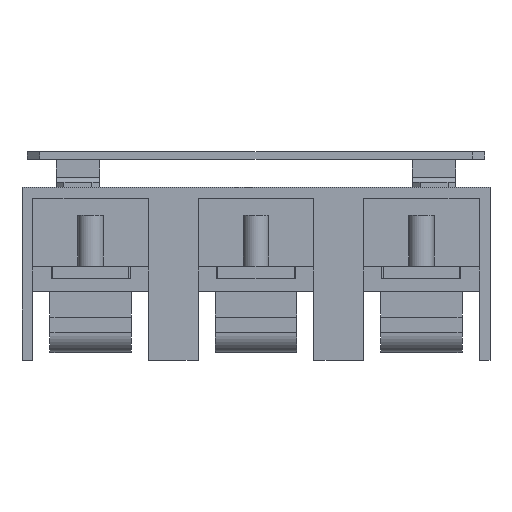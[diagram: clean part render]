
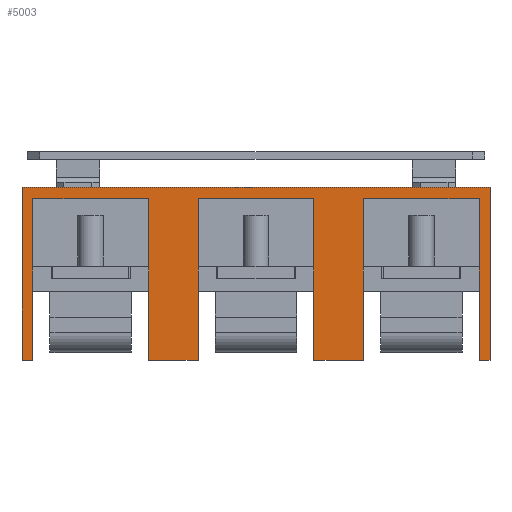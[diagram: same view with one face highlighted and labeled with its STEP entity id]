
A CAD part, front view. The second image highlights one B-rep face of the part: STEP entity #5003.
In plain terms, the highlighted planar face has unit normal (0, -1, 0).
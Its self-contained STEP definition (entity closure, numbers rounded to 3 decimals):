
#169 = DIRECTION ( 'NONE',  ( 0., 0., 1. ) ) ;
#201 = VECTOR ( 'NONE', #9214, 1000. ) ;
#293 = DIRECTION ( 'NONE',  ( -1., 0., 0. ) ) ;
#335 = VECTOR ( 'NONE', #12228, 1000. ) ;
#432 = DIRECTION ( 'NONE',  ( 0., 0., 1. ) ) ;
#540 = CARTESIAN_POINT ( 'NONE',  ( -81.615, -149.638, -39.52 ) ) ;
#585 = EDGE_CURVE ( 'NONE', #8745, #3171, #4893, .T. ) ;
#1195 = VERTEX_POINT ( 'NONE', #540 ) ;
#1268 = LINE ( 'NONE', #2841, #7465 ) ;
#1518 = CARTESIAN_POINT ( 'NONE',  ( -12.365, -149.638, 23.98 ) ) ;
#1618 = VERTEX_POINT ( 'NONE', #10788 ) ;
#1928 = EDGE_LOOP ( 'NONE', ( #7682, #3992, #8756, #9792, #10132, #11584, #10435, #9417, #2472, #7387, #9553, #7497, #6099, #8762, #6712, #10879 ) ) ;
#1990 = DIRECTION ( 'NONE',  ( 1., 0., 0. ) ) ;
#2133 = CARTESIAN_POINT ( 'NONE',  ( 52.635, -149.638, -39.52 ) ) ;
#2190 = VECTOR ( 'NONE', #10573, 1000. ) ;
#2244 = EDGE_CURVE ( 'NONE', #1195, #12248, #7434, .T. ) ;
#2443 = LINE ( 'NONE', #2912, #8219 ) ;
#2472 = ORIENTED_EDGE ( 'NONE', *, *, #8390, .T. ) ;
#2492 = LINE ( 'NONE', #4009, #9926 ) ;
#2611 = CARTESIAN_POINT ( 'NONE',  ( 52.635, -149.638, 23.98 ) ) ;
#2841 = CARTESIAN_POINT ( 'NONE',  ( -12.365, -149.638, 23.98 ) ) ;
#2912 = CARTESIAN_POINT ( 'NONE',  ( -81.615, -149.638, 28.48 ) ) ;
#2927 = LINE ( 'NONE', #9768, #6556 ) ;
#3015 = DIRECTION ( 'NONE',  ( 0., 0., -1. ) ) ;
#3169 = VERTEX_POINT ( 'NONE', #2611 ) ;
#3171 = VERTEX_POINT ( 'NONE', #8518 ) ;
#3190 = LINE ( 'NONE', #8287, #335 ) ;
#3313 = VERTEX_POINT ( 'NONE', #5776 ) ;
#3390 = EDGE_CURVE ( 'NONE', #5323, #3169, #9670, .T. ) ;
#3476 = CARTESIAN_POINT ( 'NONE',  ( -77.365, -149.638, 23.98 ) ) ;
#3612 = VECTOR ( 'NONE', #3015, 1000. ) ;
#3631 = VECTOR ( 'NONE', #9118, 1000. ) ;
#3652 = DIRECTION ( 'NONE',  ( 0., 0., -1. ) ) ;
#3992 = ORIENTED_EDGE ( 'NONE', *, *, #6945, .F. ) ;
#4009 = CARTESIAN_POINT ( 'NONE',  ( 98.135, -149.638, -39.52 ) ) ;
#4020 = LINE ( 'NONE', #6203, #6133 ) ;
#4032 = LINE ( 'NONE', #9843, #6442 ) ;
#4593 = VERTEX_POINT ( 'NONE', #1518 ) ;
#4845 = VECTOR ( 'NONE', #5073, 1000. ) ;
#4893 = LINE ( 'NONE', #7788, #8236 ) ;
#4943 = EDGE_CURVE ( 'NONE', #10807, #5323, #2492, .T. ) ;
#4989 = DIRECTION ( 'NONE',  ( 0., 0., 1. ) ) ;
#5003 = ADVANCED_FACE ( 'NONE', ( #6567 ), #9481, .F. ) ;
#5073 = DIRECTION ( 'NONE',  ( 1., 0., 0. ) ) ;
#5156 = EDGE_CURVE ( 'NONE', #8745, #3313, #2927, .T. ) ;
#5157 = CARTESIAN_POINT ( 'NONE',  ( -81.615, -149.638, -39.52 ) ) ;
#5252 = CARTESIAN_POINT ( 'NONE',  ( -77.365, -149.638, -39.52 ) ) ;
#5323 = VERTEX_POINT ( 'NONE', #10050 ) ;
#5355 = VERTEX_POINT ( 'NONE', #6057 ) ;
#5577 = CARTESIAN_POINT ( 'NONE',  ( -12.365, -149.638, -39.52 ) ) ;
#5692 = VERTEX_POINT ( 'NONE', #11558 ) ;
#5776 = CARTESIAN_POINT ( 'NONE',  ( -31.865, -149.638, 23.98 ) ) ;
#5924 = CARTESIAN_POINT ( 'NONE',  ( 98.135, -149.638, -39.52 ) ) ;
#6057 = CARTESIAN_POINT ( 'NONE',  ( -77.365, -149.638, 23.98 ) ) ;
#6099 = ORIENTED_EDGE ( 'NONE', *, *, #7878, .T. ) ;
#6133 = VECTOR ( 'NONE', #432, 1000. ) ;
#6166 = AXIS2_PLACEMENT_3D ( 'NONE', #8593, #10461, #3652 ) ;
#6183 = LINE ( 'NONE', #10839, #3612 ) ;
#6203 = CARTESIAN_POINT ( 'NONE',  ( 102.385, -149.638, 28.48 ) ) ;
#6378 = CARTESIAN_POINT ( 'NONE',  ( 33.135, -149.638, 23.98 ) ) ;
#6442 = VECTOR ( 'NONE', #7021, 1000. ) ;
#6511 = VECTOR ( 'NONE', #7610, 1000. ) ;
#6556 = VECTOR ( 'NONE', #169, 1000. ) ;
#6567 = FACE_OUTER_BOUND ( 'NONE', #1928, .T. ) ;
#6677 = VERTEX_POINT ( 'NONE', #2133 ) ;
#6706 = CARTESIAN_POINT ( 'NONE',  ( -31.865, -149.638, -39.52 ) ) ;
#6712 = ORIENTED_EDGE ( 'NONE', *, *, #11729, .F. ) ;
#6784 = VECTOR ( 'NONE', #11271, 1000. ) ;
#6945 = EDGE_CURVE ( 'NONE', #5355, #12248, #9905, .T. ) ;
#6968 = LINE ( 'NONE', #5157, #3631 ) ;
#7000 = CARTESIAN_POINT ( 'NONE',  ( 52.635, -149.638, 23.98 ) ) ;
#7021 = DIRECTION ( 'NONE',  ( 0., 0., 1. ) ) ;
#7078 = VECTOR ( 'NONE', #293, 1000. ) ;
#7372 = VERTEX_POINT ( 'NONE', #10819 ) ;
#7387 = ORIENTED_EDGE ( 'NONE', *, *, #9230, .F. ) ;
#7434 = LINE ( 'NONE', #11875, #4845 ) ;
#7465 = VECTOR ( 'NONE', #12562, 1000. ) ;
#7497 = ORIENTED_EDGE ( 'NONE', *, *, #4943, .F. ) ;
#7522 = CARTESIAN_POINT ( 'NONE',  ( -81.615, -149.638, 28.48 ) ) ;
#7610 = DIRECTION ( 'NONE',  ( 0., 0., -1. ) ) ;
#7674 = DIRECTION ( 'NONE',  ( 0., 0., 1. ) ) ;
#7682 = ORIENTED_EDGE ( 'NONE', *, *, #2244, .T. ) ;
#7788 = CARTESIAN_POINT ( 'NONE',  ( -81.615, -149.638, -39.52 ) ) ;
#7878 = EDGE_CURVE ( 'NONE', #10807, #1618, #3190, .T. ) ;
#8086 = EDGE_CURVE ( 'NONE', #1195, #5692, #2443, .T. ) ;
#8219 = VECTOR ( 'NONE', #7674, 1000. ) ;
#8236 = VECTOR ( 'NONE', #1990, 1000. ) ;
#8287 = CARTESIAN_POINT ( 'NONE',  ( -81.615, -149.638, -39.52 ) ) ;
#8390 = EDGE_CURVE ( 'NONE', #10768, #6677, #6968, .T. ) ;
#8420 = LINE ( 'NONE', #7522, #2190 ) ;
#8518 = CARTESIAN_POINT ( 'NONE',  ( -12.365, -149.638, -39.52 ) ) ;
#8581 = EDGE_CURVE ( 'NONE', #4593, #3171, #10164, .T. ) ;
#8593 = CARTESIAN_POINT ( 'NONE',  ( -81.615, -149.638, 28.48 ) ) ;
#8745 = VERTEX_POINT ( 'NONE', #6706 ) ;
#8756 = ORIENTED_EDGE ( 'NONE', *, *, #9466, .F. ) ;
#8762 = ORIENTED_EDGE ( 'NONE', *, *, #11008, .T. ) ;
#9118 = DIRECTION ( 'NONE',  ( 1., 0., 0. ) ) ;
#9214 = DIRECTION ( 'NONE',  ( 0., 0., -1. ) ) ;
#9230 = EDGE_CURVE ( 'NONE', #3169, #6677, #6183, .T. ) ;
#9400 = LINE ( 'NONE', #3476, #6784 ) ;
#9417 = ORIENTED_EDGE ( 'NONE', *, *, #10849, .F. ) ;
#9466 = EDGE_CURVE ( 'NONE', #3313, #5355, #9400, .T. ) ;
#9481 = PLANE ( 'NONE',  #6166 ) ;
#9553 = ORIENTED_EDGE ( 'NONE', *, *, #3390, .F. ) ;
#9670 = LINE ( 'NONE', #7000, #7078 ) ;
#9768 = CARTESIAN_POINT ( 'NONE',  ( -31.865, -149.638, -39.52 ) ) ;
#9792 = ORIENTED_EDGE ( 'NONE', *, *, #5156, .F. ) ;
#9843 = CARTESIAN_POINT ( 'NONE',  ( 33.135, -149.638, -39.52 ) ) ;
#9905 = LINE ( 'NONE', #11127, #201 ) ;
#9926 = VECTOR ( 'NONE', #4989, 1000. ) ;
#10050 = CARTESIAN_POINT ( 'NONE',  ( 98.135, -149.638, 23.98 ) ) ;
#10132 = ORIENTED_EDGE ( 'NONE', *, *, #585, .T. ) ;
#10164 = LINE ( 'NONE', #5577, #6511 ) ;
#10435 = ORIENTED_EDGE ( 'NONE', *, *, #11958, .F. ) ;
#10445 = VERTEX_POINT ( 'NONE', #6378 ) ;
#10461 = DIRECTION ( 'NONE',  ( 0., 1., 0. ) ) ;
#10573 = DIRECTION ( 'NONE',  ( 1., 0., 0. ) ) ;
#10694 = CARTESIAN_POINT ( 'NONE',  ( 33.135, -149.638, -39.52 ) ) ;
#10768 = VERTEX_POINT ( 'NONE', #10694 ) ;
#10788 = CARTESIAN_POINT ( 'NONE',  ( 102.385, -149.638, -39.52 ) ) ;
#10807 = VERTEX_POINT ( 'NONE', #5924 ) ;
#10819 = CARTESIAN_POINT ( 'NONE',  ( 102.385, -149.638, 28.48 ) ) ;
#10839 = CARTESIAN_POINT ( 'NONE',  ( 52.635, -149.638, -39.52 ) ) ;
#10849 = EDGE_CURVE ( 'NONE', #10768, #10445, #4032, .T. ) ;
#10879 = ORIENTED_EDGE ( 'NONE', *, *, #8086, .F. ) ;
#11008 = EDGE_CURVE ( 'NONE', #1618, #7372, #4020, .T. ) ;
#11127 = CARTESIAN_POINT ( 'NONE',  ( -77.365, -149.638, -39.52 ) ) ;
#11271 = DIRECTION ( 'NONE',  ( -1., 0., 0. ) ) ;
#11558 = CARTESIAN_POINT ( 'NONE',  ( -81.615, -149.638, 28.48 ) ) ;
#11584 = ORIENTED_EDGE ( 'NONE', *, *, #8581, .F. ) ;
#11729 = EDGE_CURVE ( 'NONE', #5692, #7372, #8420, .T. ) ;
#11875 = CARTESIAN_POINT ( 'NONE',  ( -81.615, -149.638, -39.52 ) ) ;
#11958 = EDGE_CURVE ( 'NONE', #10445, #4593, #1268, .T. ) ;
#12228 = DIRECTION ( 'NONE',  ( 1., 0., 0. ) ) ;
#12248 = VERTEX_POINT ( 'NONE', #5252 ) ;
#12562 = DIRECTION ( 'NONE',  ( -1., 0., 0. ) ) ;
